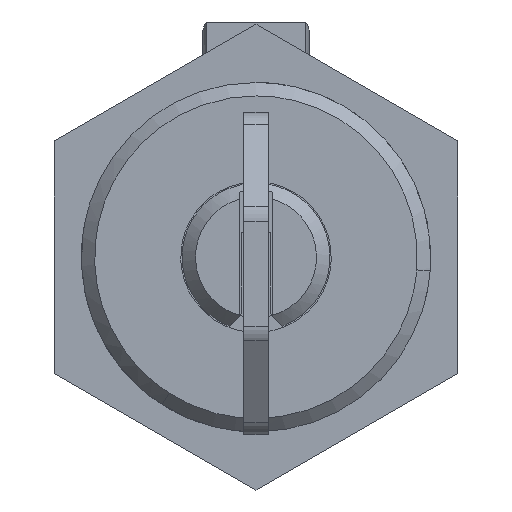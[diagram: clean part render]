
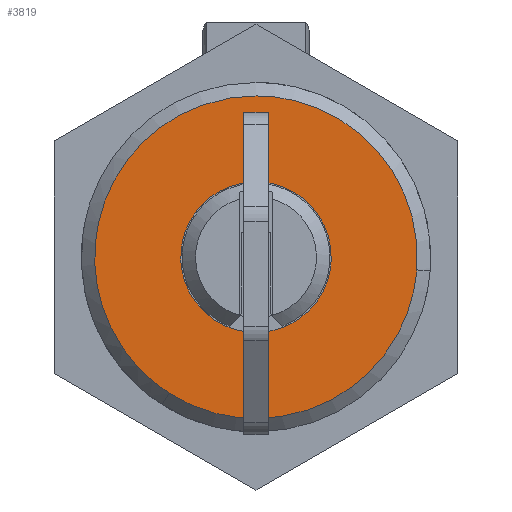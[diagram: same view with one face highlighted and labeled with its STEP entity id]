
A CAD part, front view. The second image highlights one B-rep face of the part: STEP entity #3819.
In plain terms, the highlighted free-form (B-spline) face has degree [1, 1] with [2, 2] control points.
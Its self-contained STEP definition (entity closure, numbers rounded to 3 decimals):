
#965=CARTESIAN_POINT('',(1.0,5.561,0.661));
#966=VERTEX_POINT('',#965);
#972=CARTESIAN_POINT('',(1.0,0.0,-5.6));
#973=VERTEX_POINT('',#972);
#974=CARTESIAN_POINT('',(1.0,5.561,0.661));
#975=CARTESIAN_POINT('',(1.0,5.6,0.332));
#976=CARTESIAN_POINT('',(1.0,5.6,0.));
#977=CARTESIAN_POINT('',(1.0,5.6,-5.6));
#978=CARTESIAN_POINT('',(1.0,0.0,-5.6));
#986=(BOUNDED_CURVE()B_SPLINE_CURVE(2,(#974,#975,#976,#977,#978),.UNSPECIFIED.,.F.,.U.)B_SPLINE_CURVE_WITH_KNOTS((3,2,3),(0.23,0.25,0.5),.UNSPECIFIED.)CURVE()GEOMETRIC_REPRESENTATION_ITEM()RATIONAL_B_SPLINE_CURVE((0.956,0.976,1.0,0.707,1.0))REPRESENTATION_ITEM(''));
#987=EDGE_CURVE('',#966,#973,#986,.T.);
#989=CARTESIAN_POINT('',(1.0,-5.59,-0.342));
#990=VERTEX_POINT('',#989);
#991=CARTESIAN_POINT('',(1.0,0.0,-5.6));
#992=CARTESIAN_POINT('',(1.0,-5.268,-5.6));
#993=CARTESIAN_POINT('',(1.0,-5.59,-0.342));
#1001=(BOUNDED_CURVE()B_SPLINE_CURVE(2,(#991,#992,#993),.UNSPECIFIED.,.F.,.U.)B_SPLINE_CURVE_WITH_KNOTS((3,3),(0.5,0.739),.UNSPECIFIED.)CURVE()GEOMETRIC_REPRESENTATION_ITEM()RATIONAL_B_SPLINE_CURVE((1.0,0.72,0.976))REPRESENTATION_ITEM(''));
#1002=EDGE_CURVE('',#973,#990,#1001,.T.);
#1076=CARTESIAN_POINT('',(1.0,0.0,5.6));
#1077=VERTEX_POINT('',#1076);
#1078=CARTESIAN_POINT('',(1.0,-5.59,-0.342));
#1079=CARTESIAN_POINT('',(1.0,-5.6,-0.171));
#1080=CARTESIAN_POINT('',(1.0,-5.6,0.));
#1081=CARTESIAN_POINT('',(1.0,-5.6,5.6));
#1082=CARTESIAN_POINT('',(1.0,0.0,5.6));
#1090=(BOUNDED_CURVE()B_SPLINE_CURVE(2,(#1078,#1079,#1080,#1081,#1082),.UNSPECIFIED.,.F.,.U.)B_SPLINE_CURVE_WITH_KNOTS((3,2,3),(0.739,0.75,1.0),.UNSPECIFIED.)CURVE()GEOMETRIC_REPRESENTATION_ITEM()RATIONAL_B_SPLINE_CURVE((0.976,0.988,1.0,0.707,1.0))REPRESENTATION_ITEM(''));
#1091=EDGE_CURVE('',#990,#1077,#1090,.T.);
#1093=CARTESIAN_POINT('',(1.0,0.0,5.6));
#1094=CARTESIAN_POINT('',(1.0,4.974,5.6));
#1095=CARTESIAN_POINT('',(1.0,5.561,0.661));
#1103=(BOUNDED_CURVE()B_SPLINE_CURVE(2,(#1093,#1094,#1095),.UNSPECIFIED.,.F.,.U.)B_SPLINE_CURVE_WITH_KNOTS((3,3),(0.0,0.23),.UNSPECIFIED.)CURVE()GEOMETRIC_REPRESENTATION_ITEM()RATIONAL_B_SPLINE_CURVE((1.0,0.731,0.956))REPRESENTATION_ITEM(''));
#1104=EDGE_CURVE('',#1077,#966,#1103,.T.);
#1868=CARTESIAN_POINT('',(1.,6.454,-10.116));
#1869=VERTEX_POINT('',#1868);
#1875=CARTESIAN_POINT('',(1.0,0.0,12.));
#1876=VERTEX_POINT('',#1875);
#1877=CARTESIAN_POINT('',(1.0,0.0,12.));
#1878=CARTESIAN_POINT('',(1.0,12.,12.));
#1879=CARTESIAN_POINT('',(1.0,12.,0.));
#1880=CARTESIAN_POINT('',(1.0,12.,-6.578));
#1881=CARTESIAN_POINT('',(1.,6.454,-10.116));
#1889=(BOUNDED_CURVE()B_SPLINE_CURVE(2,(#1877,#1878,#1879,#1880,#1881),.UNSPECIFIED.,.F.,.U.)B_SPLINE_CURVE_WITH_KNOTS((3,2,3),(0.0,0.25,0.408),.UNSPECIFIED.)CURVE()GEOMETRIC_REPRESENTATION_ITEM()RATIONAL_B_SPLINE_CURVE((1.0,0.707,1.0,0.815,0.864))REPRESENTATION_ITEM(''));
#1890=EDGE_CURVE('',#1876,#1869,#1889,.T.);
#1892=CARTESIAN_POINT('',(1.,-11.963,-0.942));
#1893=VERTEX_POINT('',#1892);
#1894=CARTESIAN_POINT('',(1.,-11.963,-0.942));
#1895=CARTESIAN_POINT('',(1.0,-12.,-0.471));
#1896=CARTESIAN_POINT('',(1.0,-12.,0.));
#1897=CARTESIAN_POINT('',(1.0,-12.,12.));
#1898=CARTESIAN_POINT('',(1.0,0.0,12.));
#1906=(BOUNDED_CURVE()B_SPLINE_CURVE(2,(#1894,#1895,#1896,#1897,#1898),.UNSPECIFIED.,.F.,.U.)B_SPLINE_CURVE_WITH_KNOTS((3,2,3),(0.736,0.75,1.0),.UNSPECIFIED.)CURVE()GEOMETRIC_REPRESENTATION_ITEM()RATIONAL_B_SPLINE_CURVE((0.97,0.984,1.0,0.707,1.0))REPRESENTATION_ITEM(''));
#1907=EDGE_CURVE('',#1893,#1876,#1906,.T.);
#2011=CARTESIAN_POINT('',(1.0,0.0,-12.));
#2012=VERTEX_POINT('',#2011);
#2013=CARTESIAN_POINT('',(1.0,0.0,-12.));
#2014=CARTESIAN_POINT('',(1.0,-11.093,-12.));
#2015=CARTESIAN_POINT('',(1.,-11.963,-0.942));
#2023=(BOUNDED_CURVE()B_SPLINE_CURVE(2,(#2013,#2014,#2015),.UNSPECIFIED.,.F.,.U.)B_SPLINE_CURVE_WITH_KNOTS((3,3),(0.5,0.736),.UNSPECIFIED.)CURVE()GEOMETRIC_REPRESENTATION_ITEM()RATIONAL_B_SPLINE_CURVE((1.0,0.723,0.97))REPRESENTATION_ITEM(''));
#2024=EDGE_CURVE('',#2012,#1893,#2023,.T.);
#2026=CARTESIAN_POINT('',(1.,6.454,-10.116));
#2027=CARTESIAN_POINT('',(1.0,3.502,-12.));
#2028=CARTESIAN_POINT('',(1.0,0.0,-12.));
#2036=(BOUNDED_CURVE()B_SPLINE_CURVE(2,(#2026,#2027,#2028),.UNSPECIFIED.,.F.,.U.)B_SPLINE_CURVE_WITH_KNOTS((3,3),(0.408,0.5),.UNSPECIFIED.)CURVE()GEOMETRIC_REPRESENTATION_ITEM()RATIONAL_B_SPLINE_CURVE((0.864,0.892,1.0))REPRESENTATION_ITEM(''));
#2037=EDGE_CURVE('',#1869,#2012,#2036,.T.);
#3802=CARTESIAN_POINT('',(1.0,-13.195,-13.199));
#3803=CARTESIAN_POINT('',(1.0,-13.195,13.199));
#3804=CARTESIAN_POINT('',(1.0,13.194,-13.199));
#3805=CARTESIAN_POINT('',(1.0,13.194,13.199));
#3806=B_SPLINE_SURFACE_WITH_KNOTS('',1,1,((#3802,#3804),(#3803,#3805)),.UNSPECIFIED.,.F.,.F.,.U.,(2,2),(2,2),(0.0,26.398),(0.0,26.389),.UNSPECIFIED.);
#3807=ORIENTED_EDGE('',*,*,#1890,.T.);
#3808=ORIENTED_EDGE('',*,*,#2037,.T.);
#3809=ORIENTED_EDGE('',*,*,#2024,.T.);
#3810=ORIENTED_EDGE('',*,*,#1907,.T.);
#3811=EDGE_LOOP('',(#3807,#3808,#3809,#3810));
#3812=FACE_OUTER_BOUND('',#3811,.T.);
#3813=ORIENTED_EDGE('',*,*,#1002,.F.);
#3814=ORIENTED_EDGE('',*,*,#987,.F.);
#3815=ORIENTED_EDGE('',*,*,#1104,.F.);
#3816=ORIENTED_EDGE('',*,*,#1091,.F.);
#3817=EDGE_LOOP('',(#3813,#3814,#3815,#3816));
#3818=FACE_BOUND('',#3817,.T.);
#3819=ADVANCED_FACE('',(#3812,#3818),#3806,.T.);
